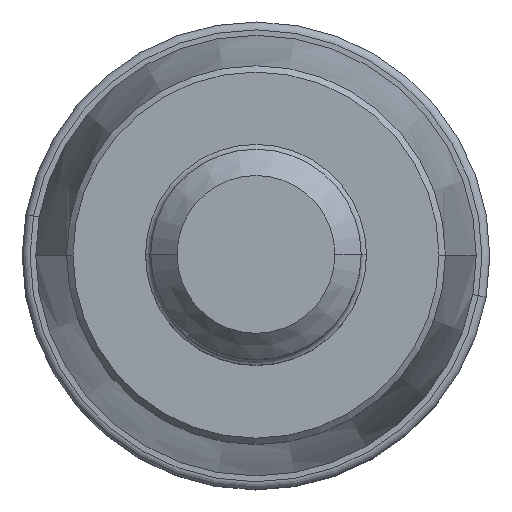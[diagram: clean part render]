
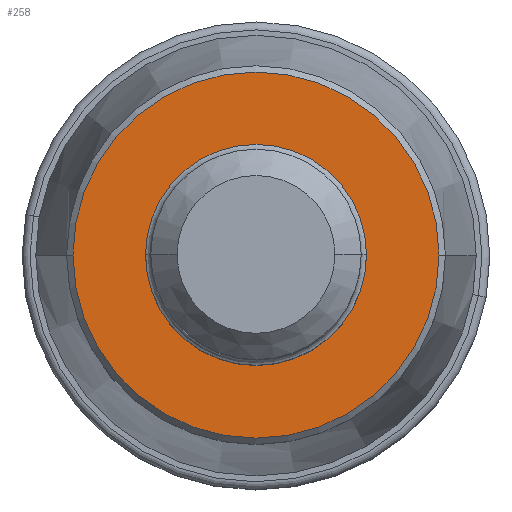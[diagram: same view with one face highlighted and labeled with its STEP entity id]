
A CAD part, top view. The second image highlights one B-rep face of the part: STEP entity #258.
In plain terms, the highlighted planar face has unit normal (0, 0, 1).
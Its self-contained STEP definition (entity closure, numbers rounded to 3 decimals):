
#69=FACE_BOUND('',#488,.T.);
#70=FACE_BOUND('',#489,.T.);
#258=ADVANCED_FACE('',(#69,#70),#283,.F.);
#283=PLANE('',#2216);
#488=EDGE_LOOP('',(#929,#930));
#489=EDGE_LOOP('',(#931,#932));
#929=ORIENTED_EDGE('',*,*,#1347,.T.);
#930=ORIENTED_EDGE('',*,*,#1350,.T.);
#931=ORIENTED_EDGE('',*,*,#1351,.T.);
#932=ORIENTED_EDGE('',*,*,#1352,.T.);
#1119=VERTEX_POINT('',#4170);
#1120=VERTEX_POINT('',#4171);
#1121=VERTEX_POINT('',#4178);
#1122=VERTEX_POINT('',#4179);
#1347=EDGE_CURVE('',#1119,#1120,#1611,.T.);
#1350=EDGE_CURVE('',#1120,#1119,#1612,.T.);
#1351=EDGE_CURVE('',#1121,#1122,#1613,.T.);
#1352=EDGE_CURVE('',#1122,#1121,#1614,.T.);
#1611=CIRCLE('',#2210,8.7);
#1612=CIRCLE('',#2212,8.7);
#1613=CIRCLE('',#2214,5.25);
#1614=CIRCLE('',#2215,5.25);
#2210=AXIS2_PLACEMENT_3D('',#4169,#2813,#2814);
#2212=AXIS2_PLACEMENT_3D('',#4175,#2819,#2820);
#2214=AXIS2_PLACEMENT_3D('',#4177,#2823,#2824);
#2215=AXIS2_PLACEMENT_3D('',#4180,#2825,#2826);
#2216=AXIS2_PLACEMENT_3D('',#4181,#2827,#2828);
#2813=DIRECTION('',(0.,0.,1.));
#2814=DIRECTION('',(1.,0.,0.));
#2819=DIRECTION('',(0.,0.,1.));
#2820=DIRECTION('',(-1.,0.,0.));
#2823=DIRECTION('',(0.,0.,-1.));
#2824=DIRECTION('',(1.,0.,0.));
#2825=DIRECTION('',(0.,0.,-1.));
#2826=DIRECTION('',(-1.,0.,0.));
#2827=DIRECTION('',(0.,0.,-1.));
#2828=DIRECTION('',(1.,0.,0.));
#4169=CARTESIAN_POINT('',(0.,0.,0.));
#4170=CARTESIAN_POINT('',(8.7,0.,0.));
#4171=CARTESIAN_POINT('',(-8.7,0.,0.));
#4175=CARTESIAN_POINT('',(0.,0.,0.));
#4177=CARTESIAN_POINT('',(0.,0.,0.));
#4178=CARTESIAN_POINT('',(5.25,0.,0.));
#4179=CARTESIAN_POINT('',(-5.25,0.,0.));
#4180=CARTESIAN_POINT('',(0.,0.,0.));
#4181=CARTESIAN_POINT('',(0.,0.,0.));
